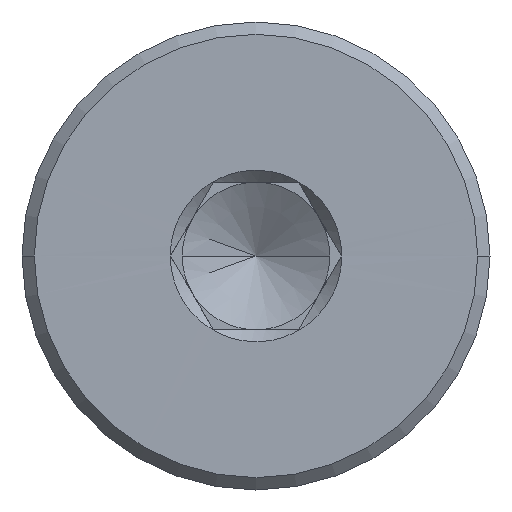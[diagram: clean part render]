
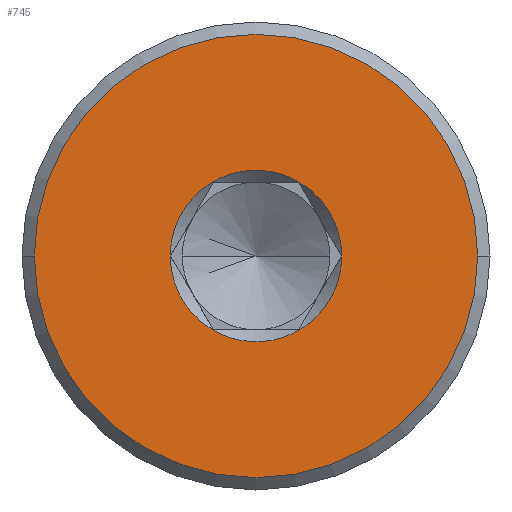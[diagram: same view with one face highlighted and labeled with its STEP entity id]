
A CAD part, left-side view. The second image highlights one B-rep face of the part: STEP entity #745.
In plain terms, the highlighted planar face has unit normal (-1, 0, 0).
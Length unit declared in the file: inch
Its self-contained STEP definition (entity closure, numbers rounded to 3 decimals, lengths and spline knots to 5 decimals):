
#114=CARTESIAN_POINT('',(0.,0.,0.));
#115=DIRECTION('',(-1.,0.,0.));
#116=DIRECTION('',(0.,1.,0.));
#117=AXIS2_PLACEMENT_3D('',#114,#115,#116);
#119=CARTESIAN_POINT('',(0.,0.,0.));
#120=DIRECTION('',(-1.,0.,0.));
#121=DIRECTION('',(0.,-1.,0.));
#122=AXIS2_PLACEMENT_3D('',#119,#120,#121);
#124=CARTESIAN_POINT('',(0.00038,0.13663,
0.));
#125=CARTESIAN_POINT('',(0.00038,0.13663,
0.00622));
#126=CARTESIAN_POINT('',(-0.00017,0.13637,
0.01888));
#127=CARTESIAN_POINT('',(0.00005,0.13174,
0.0394));
#128=CARTESIAN_POINT('',(-0.00001,0.12431,
0.05886));
#129=CARTESIAN_POINT('',(0.,0.11404,
0.07688));
#130=CARTESIAN_POINT('',(0.,0.10113,
0.09321));
#131=CARTESIAN_POINT('',(0.,0.08593,
0.10738));
#132=CARTESIAN_POINT('',(0.,0.06876,
0.11911));
#133=CARTESIAN_POINT('',(0.,0.05002,
0.12811));
#134=CARTESIAN_POINT('',(0.,0.03015,
0.13419));
#135=CARTESIAN_POINT('',(0.,0.00955,
0.1372));
#136=CARTESIAN_POINT('',(-0.00001,-0.01118,
0.13709));
#137=CARTESIAN_POINT('',(0.00005,-0.03176,
0.13378));
#138=CARTESIAN_POINT('',(-0.00017,-0.05183,
0.12757));
#139=CARTESIAN_POINT('',(0.00038,-0.06289,
0.12139));
#140=CARTESIAN_POINT('',(0.00038,-0.06828,
0.11827));
#142=CARTESIAN_POINT('',(0.00038,0.06828,
-0.11827));
#143=CARTESIAN_POINT('',(0.00038,0.0736,
-0.1152));
#144=CARTESIAN_POINT('',(-0.00017,0.08444,
-0.10879));
#145=CARTESIAN_POINT('',(0.00005,0.10016,
-0.09423));
#146=CARTESIAN_POINT('',(-0.00001,0.11351,
-0.07771));
#147=CARTESIAN_POINT('',(-0.00001,0.12415,
-0.05925));
#148=CARTESIAN_POINT('',(0.00005,0.13176,
-0.0394));
#149=CARTESIAN_POINT('',(-0.00017,0.13641,
-0.01859));
#150=CARTESIAN_POINT('',(0.00038,0.13663,
-0.00608));
#151=CARTESIAN_POINT('',(0.00038,0.13663,
0.));
#153=CARTESIAN_POINT('',(0.00038,-0.13663,
0.));
#154=CARTESIAN_POINT('',(0.00038,-0.13663,
-0.00622));
#155=CARTESIAN_POINT('',(-0.00017,-0.13637,
-0.01888));
#156=CARTESIAN_POINT('',(0.00005,-0.13174,
-0.0394));
#157=CARTESIAN_POINT('',(-0.00001,-0.12431,
-0.05886));
#158=CARTESIAN_POINT('',(0.,-0.11404,
-0.07688));
#159=CARTESIAN_POINT('',(0.,-0.10113,
-0.09321));
#160=CARTESIAN_POINT('',(0.,-0.08593,
-0.10738));
#161=CARTESIAN_POINT('',(0.,-0.06876,
-0.11911));
#162=CARTESIAN_POINT('',(0.,-0.05002,
-0.12811));
#163=CARTESIAN_POINT('',(0.,-0.03015,
-0.13419));
#164=CARTESIAN_POINT('',(0.,-0.00955,
-0.1372));
#165=CARTESIAN_POINT('',(-0.00001,0.01118,
-0.13709));
#166=CARTESIAN_POINT('',(0.00005,0.03176,
-0.13378));
#167=CARTESIAN_POINT('',(-0.00017,0.05183,
-0.12757));
#168=CARTESIAN_POINT('',(0.00038,0.06289,
-0.12139));
#169=CARTESIAN_POINT('',(0.00038,0.06828,
-0.11827));
#171=CARTESIAN_POINT('',(0.00038,-0.06828,
0.11827));
#172=CARTESIAN_POINT('',(0.00038,-0.0736,
0.1152));
#173=CARTESIAN_POINT('',(-0.00017,-0.08444,
0.10879));
#174=CARTESIAN_POINT('',(0.00005,-0.10016,
0.09423));
#175=CARTESIAN_POINT('',(-0.00001,-0.11351,
0.07771));
#176=CARTESIAN_POINT('',(-0.00001,-0.12415,
0.05925));
#177=CARTESIAN_POINT('',(0.00005,-0.13176,
0.0394));
#178=CARTESIAN_POINT('',(-0.00017,-0.13641,
0.01859));
#179=CARTESIAN_POINT('',(0.00038,-0.13663,
0.00608));
#180=CARTESIAN_POINT('',(0.00038,-0.13663,
0.));
#618=CARTESIAN_POINT('',(0.,0.35433,0.));
#619=CARTESIAN_POINT('',(0.,-0.35433,0.));
#620=VERTEX_POINT('',#618);
#621=VERTEX_POINT('',#619);
#678=CARTESIAN_POINT('',(0.00038,0.13663,
0.));
#679=VERTEX_POINT('',#678);
#680=CARTESIAN_POINT('',(0.00038,0.06828,
-0.11827));
#681=VERTEX_POINT('',#680);
#684=CARTESIAN_POINT('',(0.00038,-0.13663,
0.));
#685=VERTEX_POINT('',#684);
#686=CARTESIAN_POINT('',(0.00038,-0.06828,
0.11827));
#687=VERTEX_POINT('',#686);
#724=CARTESIAN_POINT('',(0.,0.,0.));
#725=DIRECTION('',(-1.,0.,0.));
#726=DIRECTION('',(0.,1.,0.));
#727=AXIS2_PLACEMENT_3D('',#724,#725,#726);
#728=PLANE('',#727);
#730=ORIENTED_EDGE('',*,*,#729,.F.);
#732=ORIENTED_EDGE('',*,*,#731,.F.);
#733=EDGE_LOOP('',(#730,#732));
#734=FACE_OUTER_BOUND('',#733,.F.);
#736=ORIENTED_EDGE('',*,*,#735,.F.);
#738=ORIENTED_EDGE('',*,*,#737,.F.);
#740=ORIENTED_EDGE('',*,*,#739,.F.);
#742=ORIENTED_EDGE('',*,*,#741,.F.);
#743=EDGE_LOOP('',(#736,#738,#740,#742));
#744=FACE_BOUND('',#743,.F.);
#745=ADVANCED_FACE('',(#734,#744),#728,.T.);
#118=CIRCLE('',#117,0.35433);
#123=CIRCLE('',#122,0.35433);
#141=B_SPLINE_CURVE_WITH_KNOTS('',3,(#124,#125,#126,#127,#128,#129,#130,#131,
#132,#133,#134,#135,#136,#137,#138,#139,#140),.UNSPECIFIED.,.F.,.F.,(4,1,1,1,1,
1,1,1,1,1,1,1,1,1,4),(0.,0.07143,0.14286,
0.21429,0.28571,0.35714,0.42857,0.5,
0.57143,0.64286,0.71429,0.78571,
0.85714,0.92857,1.),.UNSPECIFIED.);
#152=B_SPLINE_CURVE_WITH_KNOTS('',3,(#142,#143,#144,#145,#146,#147,#148,#149,
#150,#151),.UNSPECIFIED.,.F.,.F.,(4,1,1,1,1,1,1,4),(0.,0.14286,
0.28571,0.42857,0.57143,0.71429,
0.85714,1.),.UNSPECIFIED.);
#170=B_SPLINE_CURVE_WITH_KNOTS('',3,(#153,#154,#155,#156,#157,#158,#159,#160,
#161,#162,#163,#164,#165,#166,#167,#168,#169),.UNSPECIFIED.,.F.,.F.,(4,1,1,1,1,
1,1,1,1,1,1,1,1,1,4),(0.,0.07143,0.14286,
0.21429,0.28571,0.35714,0.42857,0.5,
0.57143,0.64286,0.71429,0.78571,
0.85714,0.92857,1.),.UNSPECIFIED.);
#181=B_SPLINE_CURVE_WITH_KNOTS('',3,(#171,#172,#173,#174,#175,#176,#177,#178,
#179,#180),.UNSPECIFIED.,.F.,.F.,(4,1,1,1,1,1,1,4),(0.,0.14286,
0.28571,0.42857,0.57143,0.71429,
0.85714,1.),.UNSPECIFIED.);
#729=EDGE_CURVE('',#620,#621,#118,.T.);
#731=EDGE_CURVE('',#621,#620,#123,.T.);
#735=EDGE_CURVE('',#679,#687,#141,.T.);
#737=EDGE_CURVE('',#681,#679,#152,.T.);
#739=EDGE_CURVE('',#685,#681,#170,.T.);
#741=EDGE_CURVE('',#687,#685,#181,.T.);
